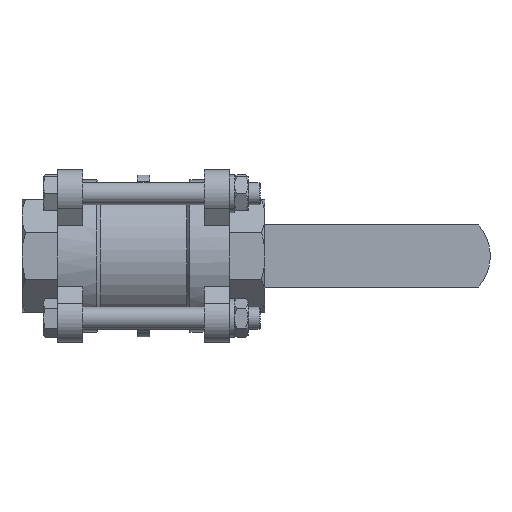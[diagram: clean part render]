
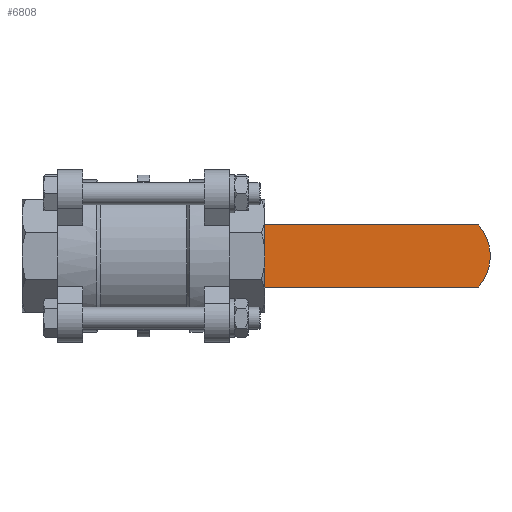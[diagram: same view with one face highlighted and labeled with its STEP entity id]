
A CAD part, front view. The second image highlights one B-rep face of the part: STEP entity #6808.
In plain terms, the highlighted planar face has unit normal (0, -1, 0).
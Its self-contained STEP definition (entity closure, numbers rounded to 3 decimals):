
#510=CIRCLE('',#7281,17.);
#1255=ORIENTED_EDGE('',*,*,#3127,.T.);
#1256=ORIENTED_EDGE('',*,*,#3030,.F.);
#1257=ORIENTED_EDGE('',*,*,#3151,.F.);
#1258=ORIENTED_EDGE('',*,*,#3149,.F.);
#3030=EDGE_CURVE('',#4017,#4019,#510,.T.);
#3127=EDGE_CURVE('',#4092,#4019,#4705,.T.);
#3149=EDGE_CURVE('',#4092,#4106,#4722,.T.);
#3151=EDGE_CURVE('',#4106,#4017,#4723,.T.);
#4017=VERTEX_POINT('',#10341);
#4019=VERTEX_POINT('',#10344);
#4092=VERTEX_POINT('',#10558);
#4106=VERTEX_POINT('',#10599);
#4705=LINE('',#10557,#5186);
#4722=LINE('',#10598,#5203);
#4723=LINE('',#10602,#5204);
#5186=VECTOR('',#8449,1000.);
#5203=VECTOR('',#8486,1000.);
#5204=VECTOR('',#8491,1000.);
#5583=EDGE_LOOP('',(#1255,#1256,#1257,#1258));
#6090=FACE_BOUND('',#5583,.T.);
#6553=PLANE('',#7348);
#6808=ADVANCED_FACE('',(#6090),#6553,.T.);
#7281=AXIS2_PLACEMENT_3D('',#10343,#8276,#8277);
#7348=AXIS2_PLACEMENT_3D('',#10601,#8489,#8490);
#8276=DIRECTION('',(0.,1.,0.));
#8277=DIRECTION('',(1.,0.,0.));
#8449=DIRECTION('',(1.,0.,0.));
#8486=DIRECTION('',(0.,0.,1.));
#8489=DIRECTION('',(0.,-1.,0.));
#8490=DIRECTION('',(1.,0.,0.));
#8491=DIRECTION('',(1.,0.,0.));
#10341=CARTESIAN_POINT('',(118.961,118.998,11.));
#10343=CARTESIAN_POINT('',(106.,118.998,0.));
#10344=CARTESIAN_POINT('',(118.961,118.998,-11.));
#10557=CARTESIAN_POINT('',(39.201,118.998,-11.));
#10558=CARTESIAN_POINT('',(39.201,118.998,-11.));
#10598=CARTESIAN_POINT('',(39.201,118.998,-11.));
#10599=CARTESIAN_POINT('',(39.201,118.998,11.));
#10601=CARTESIAN_POINT('',(39.201,118.998,-11.));
#10602=CARTESIAN_POINT('',(39.201,118.998,11.));
